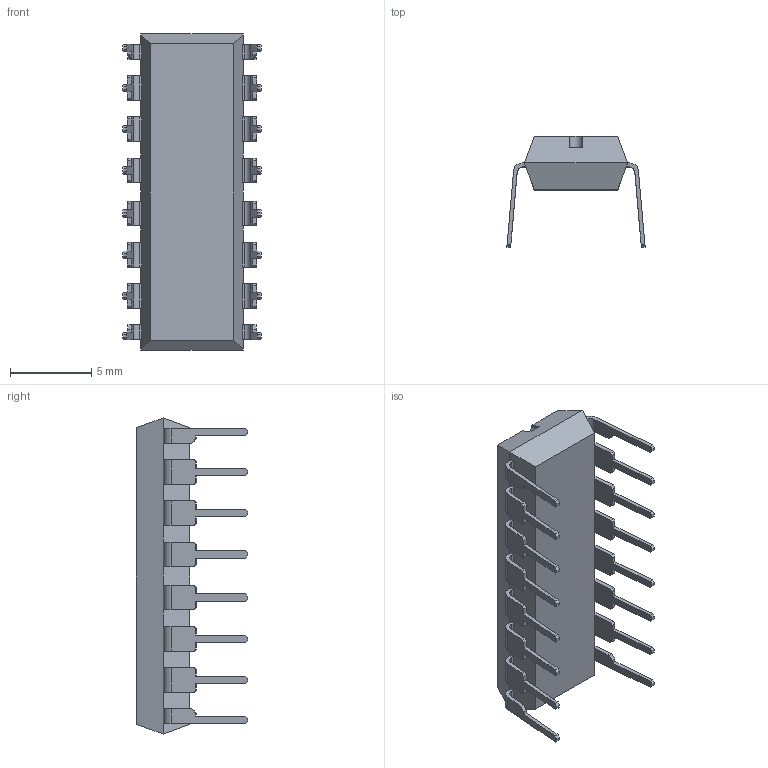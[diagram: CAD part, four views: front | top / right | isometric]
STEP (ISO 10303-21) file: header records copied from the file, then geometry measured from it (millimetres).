
FILE_DESCRIPTION(('FreeCAD Model'),'2;1');
FILE_NAME('DIP-16__300.STEP','2020-11-18T15:40:42',( 'Author'),(''),'Open CASCADE STEP processor 7.3','FreeCAD','Unknown' );
FILE_SCHEMA(('AUTOMOTIVE_DESIGN { 1 0 10303 214 1 1 1 1 }'));
Length unit declared in the file: millimetre
Products named in the file (1): DIP18N
Bounding box: 8.53 x 6.85 x 19.5 mm (x, y, z)
Volume: 375.8 mm3; surface area: 549.4 mm2
Topology: 1 solids, 1 shells, 277 faces, 786 edges, 512 vertices
Faces by surface type: plane 242, cylinder 35
Entity records: 10774 total; most frequent: CARTESIAN_POINT 1576, ORIENTED_EDGE 1572, DIRECTION 1412, EDGE_CURVE 786, LINE 716, VECTOR 716, VERTEX_POINT 512, AXIS2_PLACEMENT_3D 348
